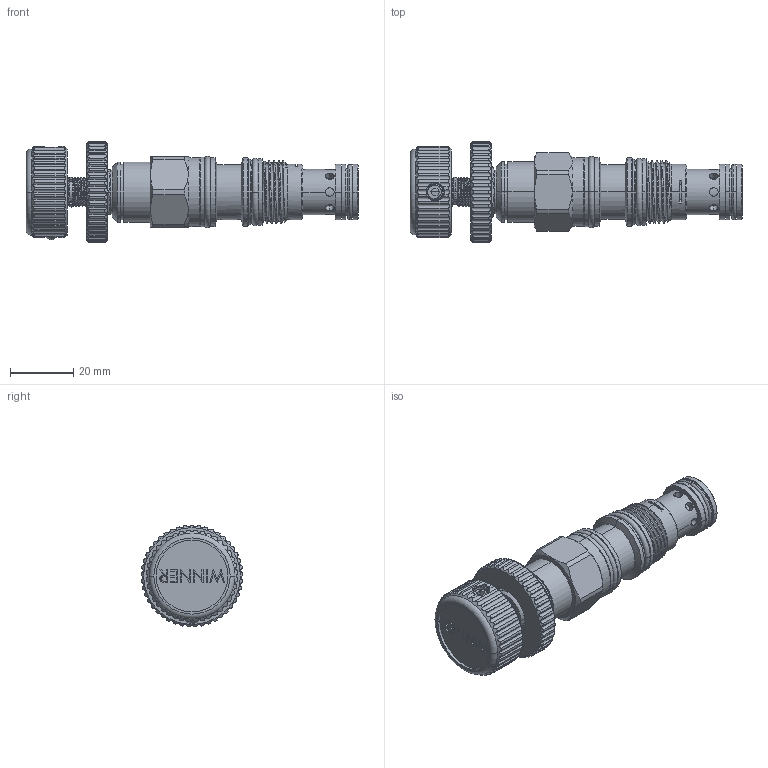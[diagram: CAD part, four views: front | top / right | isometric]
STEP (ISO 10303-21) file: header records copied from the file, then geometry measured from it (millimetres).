
FILE_DESCRIPTION (( 'STEP AP203' ), '1' );
FILE_NAME ('RV11A30-K.STEP', '2016-08-08T06:40:23', ( '' ), ( '' ), 'SwSTEP 2.0', 'SolidWorks 2012', '' );
FILE_SCHEMA (( 'CONFIG_CONTROL_DESIGN' ));
Length unit declared in the file: millimetre
Products named in the file (1): RV11A30-K
Bounding box: 105.06 x 32.2 x 32.18 mm (x, y, z)
Volume: 34896.1 mm3; surface area: 14628.1 mm2
Topology: 5 solids, 8 shells, 737 faces, 2016 edges, 1304 vertices
Faces by surface type: cylinder 424, plane 176, cone 63, bspline 40, torus 30, sphere 4
Entity records: 46188 total; most frequent: CARTESIAN_POINT 28602, ORIENTED_EDGE 4004, DIRECTION 3269, EDGE_CURVE 2002, VERTEX_POINT 1304, AXIS2_PLACEMENT_3D 1238, LINE 793, VECTOR 793
